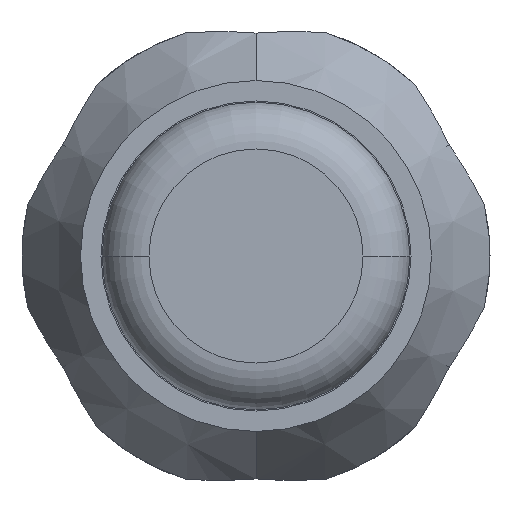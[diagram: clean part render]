
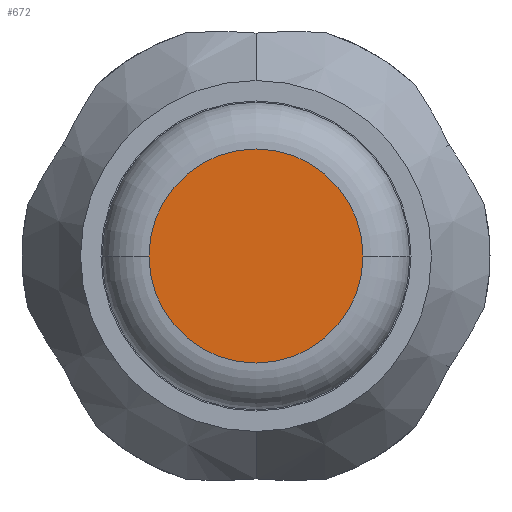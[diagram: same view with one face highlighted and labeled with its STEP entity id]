
A CAD part, front view. The second image highlights one B-rep face of the part: STEP entity #672.
In plain terms, the highlighted planar face has unit normal (0, -1, 0).
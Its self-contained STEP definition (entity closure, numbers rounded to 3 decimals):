
#217 = EDGE_CURVE ( 'Defeature ausgef�hrt1_6+Defeature ausgef�hrt1_7+Defeature ausgef�hrt1_7+Defeature ausgef�hrt1_7', #2847, #4273, #2186, .T. ) ;
#412 = AXIS2_PLACEMENT_3D ( 'NONE', #4307, #2439, #2803 ) ;
#488 = PLANE ( 'NONE',  #4895 ) ;
#672 = ADVANCED_FACE ( 'Defeature ausgef�hrt1_6', ( #2946 ), #488, .F. ) ;
#787 = ORIENTED_EDGE ( 'NONE', *, *, #847, .T. ) ;
#847 = EDGE_CURVE ( 'Defeature ausgef�hrt1_6+Defeature ausgef�hrt1_7+Defeature ausgef�hrt1_7+Defeature ausgef�hrt1_7', #4273, #2847, #2679, .T. ) ;
#891 = DIRECTION ( 'NONE',  ( 0., 1., 0. ) ) ;
#908 = CARTESIAN_POINT ( 'NONE',  ( 0., 0., 0. ) ) ;
#1703 = CARTESIAN_POINT ( 'NONE',  ( 0., 0., 0. ) ) ;
#1951 = CARTESIAN_POINT ( 'NONE',  ( 0.915, 0., 0. ) ) ;
#2186 = CIRCLE ( 'NONE', #412, 0.915 ) ;
#2404 = DIRECTION ( 'NONE',  ( -1., 0., 0. ) ) ;
#2439 = DIRECTION ( 'NONE',  ( 0., -1., 0. ) ) ;
#2503 = DIRECTION ( 'NONE',  ( 0., -1., 0. ) ) ;
#2591 = EDGE_LOOP ( 'NONE', ( #787, #3070 ) ) ;
#2679 = CIRCLE ( 'NONE', #4573, 0.915 ) ;
#2803 = DIRECTION ( 'NONE',  ( -1., 0., 0. ) ) ;
#2847 = VERTEX_POINT ( 'NONE', #1951 ) ;
#2946 = FACE_OUTER_BOUND ( 'NONE', #2591, .T. ) ;
#3024 = CARTESIAN_POINT ( 'NONE',  ( -0.915, 0., 0. ) ) ;
#3070 = ORIENTED_EDGE ( 'NONE', *, *, #217, .T. ) ;
#3975 = DIRECTION ( 'NONE',  ( -1., 0., 0. ) ) ;
#4273 = VERTEX_POINT ( 'NONE', #3024 ) ;
#4307 = CARTESIAN_POINT ( 'NONE',  ( 0., 0., 0. ) ) ;
#4573 = AXIS2_PLACEMENT_3D ( 'NONE', #1703, #2503, #3975 ) ;
#4895 = AXIS2_PLACEMENT_3D ( 'NONE', #908, #891, #2404 ) ;
